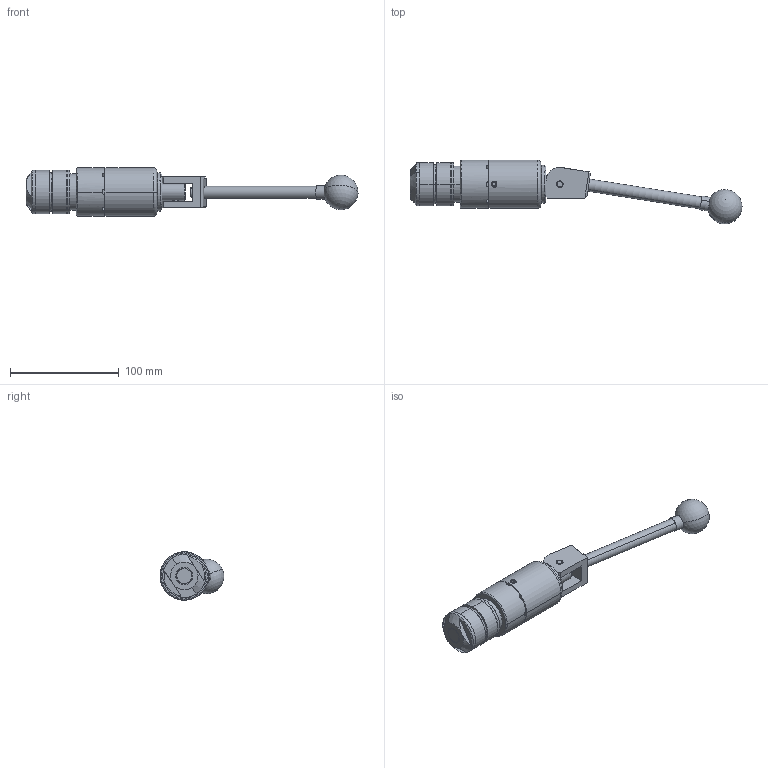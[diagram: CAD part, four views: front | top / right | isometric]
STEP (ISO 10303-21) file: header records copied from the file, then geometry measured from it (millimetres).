
FILE_DESCRIPTION (( 'STEP AP214' ), '1' );
FILE_NAME ('CTSC-003591.STEP', '2025-05-28T14:44:19', ( '' ), ( '' ), 'SwSTEP 2.0', 'SolidWorks 2023', '' );
FILE_SCHEMA (( 'AUTOMOTIVE_DESIGN' ));
Length unit declared in the file: inch
Products named in the file (1): CTSC-003591
Bounding box: 305.75 x 58.69 x 44.45 mm (x, y, z)
Volume: 219267.7 mm3; surface area: 51444 mm2
Topology: 10 solids, 10 shells, 259 faces, 631 edges, 399 vertices
Faces by surface type: cylinder 104, plane 94, cone 40, torus 16, bspline 3, sphere 2
Entity records: 12323 total; most frequent: CARTESIAN_POINT 2824, DIRECTION 1292, ORIENTED_EDGE 1240, EDGE_CURVE 620, AXIS2_PLACEMENT_3D 511, VERTEX_POINT 394, EDGE_LOOP 292, VECTOR 270
